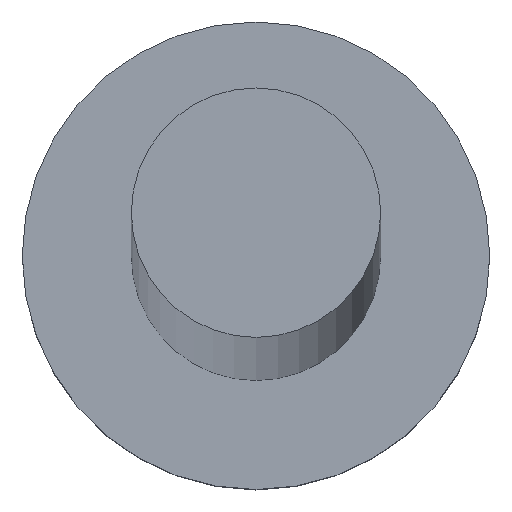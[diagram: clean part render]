
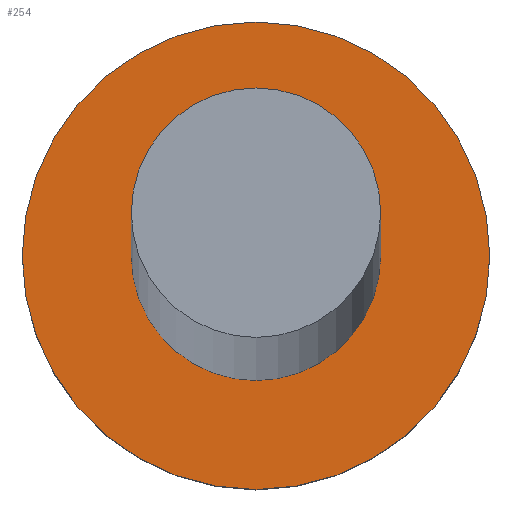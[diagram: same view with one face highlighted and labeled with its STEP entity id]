
A CAD part, top view. The second image highlights one B-rep face of the part: STEP entity #254.
In plain terms, the highlighted planar face has unit normal (0, 0, 1).
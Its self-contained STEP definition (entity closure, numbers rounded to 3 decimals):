
#2 = ORIENTED_EDGE ( 'NONE', *, *, #228, .F. ) ;
#3 = EDGE_CURVE ( 'NONE', #226, #11, #110, .T. ) ;
#4 = DIRECTION ( 'NONE',  ( 1., 0., 0. ) ) ;
#6 = DIRECTION ( 'NONE',  ( 0., 0., 1. ) ) ;
#8 = AXIS2_PLACEMENT_3D ( 'NONE', #168, #65, #250 ) ;
#11 = VERTEX_POINT ( 'NONE', #165 ) ;
#12 = CARTESIAN_POINT ( 'NONE',  ( 0., 0., 1.5 ) ) ;
#20 = CIRCLE ( 'NONE', #174, 0.8 ) ;
#23 = EDGE_CURVE ( 'NONE', #11, #226, #248, .T. ) ;
#34 = VERTEX_POINT ( 'NONE', #156 ) ;
#46 = CARTESIAN_POINT ( 'NONE',  ( 0.8, 0., 1.5 ) ) ;
#49 = EDGE_CURVE ( 'NONE', #34, #119, #20, .T. ) ;
#60 = FACE_BOUND ( 'NONE', #207, .T. ) ;
#64 = FACE_OUTER_BOUND ( 'NONE', #129, .T. ) ;
#65 = DIRECTION ( 'NONE',  ( 0., 0., 1. ) ) ;
#67 = ORIENTED_EDGE ( 'NONE', *, *, #23, .T. ) ;
#69 = PLANE ( 'NONE',  #217 ) ;
#76 = ORIENTED_EDGE ( 'NONE', *, *, #3, .T. ) ;
#86 = DIRECTION ( 'NONE',  ( 1., 0., 0. ) ) ;
#87 = AXIS2_PLACEMENT_3D ( 'NONE', #255, #6, #4 ) ;
#98 = DIRECTION ( 'NONE',  ( 0., 0., 1. ) ) ;
#110 = CIRCLE ( 'NONE', #87, 1.5 ) ;
#119 = VERTEX_POINT ( 'NONE', #46 ) ;
#123 = CARTESIAN_POINT ( 'NONE',  ( -1.5, 0., 1.5 ) ) ;
#129 = EDGE_LOOP ( 'NONE', ( #76, #67 ) ) ;
#136 = CIRCLE ( 'NONE', #195, 0.8 ) ;
#142 = DIRECTION ( 'NONE',  ( 1., 0., 0. ) ) ;
#143 = DIRECTION ( 'NONE',  ( 0., 0., 1. ) ) ;
#156 = CARTESIAN_POINT ( 'NONE',  ( -0.8, 0., 1.5 ) ) ;
#158 = CARTESIAN_POINT ( 'NONE',  ( 0., 0., 1.5 ) ) ;
#165 = CARTESIAN_POINT ( 'NONE',  ( 1.5, 0., 1.5 ) ) ;
#168 = CARTESIAN_POINT ( 'NONE',  ( 0., 0., 1.5 ) ) ;
#174 = AXIS2_PLACEMENT_3D ( 'NONE', #158, #213, #142 ) ;
#190 = ORIENTED_EDGE ( 'NONE', *, *, #49, .F. ) ;
#194 = DIRECTION ( 'NONE',  ( 1., 0., 0. ) ) ;
#195 = AXIS2_PLACEMENT_3D ( 'NONE', #216, #143, #86 ) ;
#207 = EDGE_LOOP ( 'NONE', ( #190, #2 ) ) ;
#213 = DIRECTION ( 'NONE',  ( 0., 0., 1. ) ) ;
#216 = CARTESIAN_POINT ( 'NONE',  ( 0., 0., 1.5 ) ) ;
#217 = AXIS2_PLACEMENT_3D ( 'NONE', #12, #98, #194 ) ;
#226 = VERTEX_POINT ( 'NONE', #123 ) ;
#228 = EDGE_CURVE ( 'NONE', #119, #34, #136, .T. ) ;
#248 = CIRCLE ( 'NONE', #8, 1.5 ) ;
#250 = DIRECTION ( 'NONE',  ( 1., 0., 0. ) ) ;
#254 = ADVANCED_FACE ( 'NONE', ( #60, #64 ), #69, .T. ) ;
#255 = CARTESIAN_POINT ( 'NONE',  ( 0., 0., 1.5 ) ) ;
